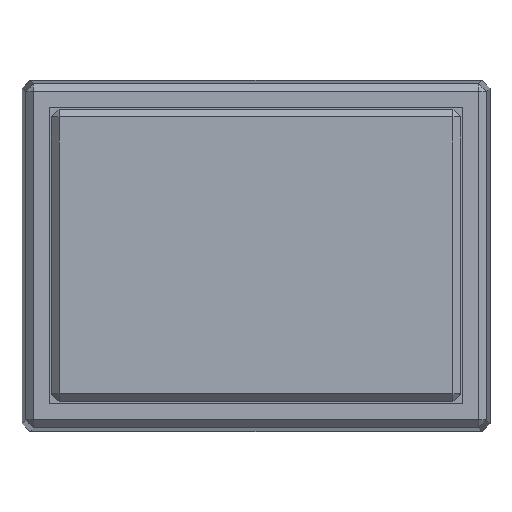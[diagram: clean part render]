
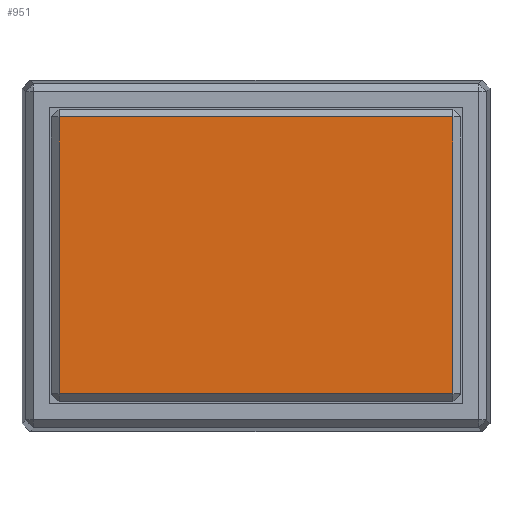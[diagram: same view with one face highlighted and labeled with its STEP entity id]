
A CAD part, top view. The second image highlights one B-rep face of the part: STEP entity #951.
In plain terms, the highlighted planar face has unit normal (0, 0, 1).
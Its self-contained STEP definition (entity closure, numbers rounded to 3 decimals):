
#86 = FACE_OUTER_BOUND ( 'NONE', #2353, .T. ) ;
#176 = CARTESIAN_POINT ( 'NONE',  ( 5.05, 3.55, 9. ) ) ;
#209 = DIRECTION ( 'NONE',  ( -1., 0., 0. ) ) ;
#342 = VECTOR ( 'NONE', #3177, 1000. ) ;
#411 = DIRECTION ( 'NONE',  ( 1., 0., 0. ) ) ;
#529 = VERTEX_POINT ( 'NONE', #780 ) ;
#534 = VECTOR ( 'NONE', #411, 1000. ) ;
#780 = CARTESIAN_POINT ( 'NONE',  ( 5.05, -3.55, 9. ) ) ;
#811 = LINE ( 'NONE', #2013, #342 ) ;
#831 = EDGE_CURVE ( 'NONE', #2574, #3537, #1867, .T. ) ;
#855 = DIRECTION ( 'NONE',  ( 0., -1., 0. ) ) ;
#870 = ORIENTED_EDGE ( 'NONE', *, *, #3660, .F. ) ;
#885 = AXIS2_PLACEMENT_3D ( 'NONE', #2451, #3629, #960 ) ;
#951 = ADVANCED_FACE ( 'NONE', ( #86 ), #1256, .T. ) ;
#960 = DIRECTION ( 'NONE',  ( 1., 0., 0. ) ) ;
#1221 = CARTESIAN_POINT ( 'NONE',  ( -5.05, -3.55, 9. ) ) ;
#1256 = PLANE ( 'NONE',  #885 ) ;
#1667 = LINE ( 'NONE', #2838, #2556 ) ;
#1776 = ORIENTED_EDGE ( 'NONE', *, *, #3173, .F. ) ;
#1867 = LINE ( 'NONE', #3036, #534 ) ;
#2013 = CARTESIAN_POINT ( 'NONE',  ( -5.05, 0., 9. ) ) ;
#2066 = ORIENTED_EDGE ( 'NONE', *, *, #831, .F. ) ;
#2148 = EDGE_CURVE ( 'NONE', #2296, #2574, #811, .T. ) ;
#2190 = VECTOR ( 'NONE', #855, 1000. ) ;
#2296 = VERTEX_POINT ( 'NONE', #1221 ) ;
#2348 = LINE ( 'NONE', #3520, #2190 ) ;
#2353 = EDGE_LOOP ( 'NONE', ( #3536, #1776, #870, #2066 ) ) ;
#2451 = CARTESIAN_POINT ( 'NONE',  ( -5.05, -3.55, 9. ) ) ;
#2556 = VECTOR ( 'NONE', #209, 1000. ) ;
#2574 = VERTEX_POINT ( 'NONE', #3815 ) ;
#2838 = CARTESIAN_POINT ( 'NONE',  ( 0., -3.55, 9. ) ) ;
#3036 = CARTESIAN_POINT ( 'NONE',  ( 0., 3.55, 9. ) ) ;
#3173 = EDGE_CURVE ( 'NONE', #529, #2296, #1667, .T. ) ;
#3177 = DIRECTION ( 'NONE',  ( 0., 1., 0. ) ) ;
#3520 = CARTESIAN_POINT ( 'NONE',  ( 5.05, 0., 9. ) ) ;
#3536 = ORIENTED_EDGE ( 'NONE', *, *, #2148, .F. ) ;
#3537 = VERTEX_POINT ( 'NONE', #176 ) ;
#3629 = DIRECTION ( 'NONE',  ( 0., 0., 1. ) ) ;
#3660 = EDGE_CURVE ( 'NONE', #3537, #529, #2348, .T. ) ;
#3815 = CARTESIAN_POINT ( 'NONE',  ( -5.05, 3.55, 9. ) ) ;
